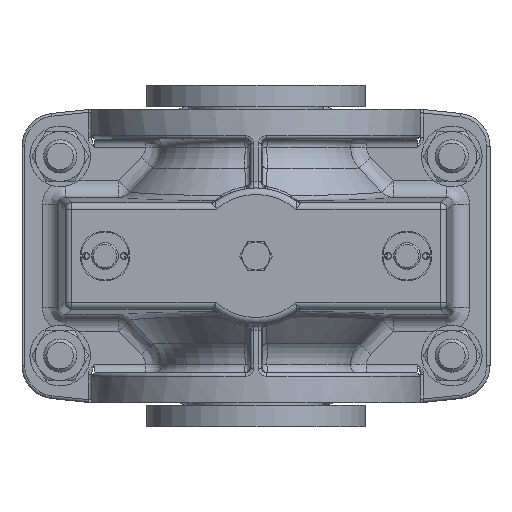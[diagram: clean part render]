
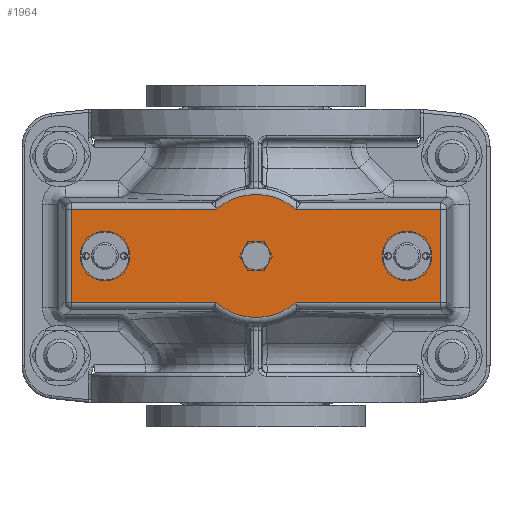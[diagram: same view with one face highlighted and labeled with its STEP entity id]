
A CAD part, front view. The second image highlights one B-rep face of the part: STEP entity #1964.
In plain terms, the highlighted planar face has unit normal (0, -1, 0).
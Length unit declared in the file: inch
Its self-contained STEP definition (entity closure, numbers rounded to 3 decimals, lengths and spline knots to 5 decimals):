
#1858=CARTESIAN_POINT('',(0.0,-4.6063,0.0));
#1859=DIRECTION('',(0.0,-1.0,0.0));
#1860=DIRECTION('',(0.0,0.0,-1.0));
#1861=AXIS2_PLACEMENT_3D('',#1858,#1859,#1860);
#1862=PLANE('',#1861);
#1863=CARTESIAN_POINT('',(0.94605,-4.6063,1.10767));
#1864=VERTEX_POINT('',#1863);
#1865=CARTESIAN_POINT('',(-0.94605,-4.6063,1.10767));
#1866=VERTEX_POINT('',#1865);
#1867=CARTESIAN_POINT('',(0.0,-4.6063,0.0));
#1868=DIRECTION('',(0.0,-1.0,0.0));
#1869=DIRECTION('',(0.649,0.0,0.76));
#1870=AXIS2_PLACEMENT_3D('',#1867,#1868,#1869);
#1871=CIRCLE('',#1870,1.45669);
#1872=EDGE_CURVE('',#1864,#1866,#1871,.T.);
#1873=ORIENTED_EDGE('',*,*,#1872,.T.);
#1874=CARTESIAN_POINT('',(-4.3729,-4.6063,1.10767));
#1875=VERTEX_POINT('',#1874);
#1876=CARTESIAN_POINT('',(-0.94605,-4.6063,1.10767));
#1877=DIRECTION('',(-1.0,0.0,0.0));
#1878=VECTOR('',#1877,3.42685);
#1879=LINE('',#1876,#1878);
#1880=EDGE_CURVE('',#1866,#1875,#1879,.T.);
#1881=ORIENTED_EDGE('',*,*,#1880,.T.);
#1882=CARTESIAN_POINT('',(-4.3729,-4.6063,-1.10767));
#1883=VERTEX_POINT('',#1882);
#1884=CARTESIAN_POINT('',(-4.3729,-4.6063,-1.10767));
#1885=DIRECTION('',(0.0,0.0,1.0));
#1886=VECTOR('',#1885,2.21535);
#1887=LINE('',#1884,#1886);
#1888=EDGE_CURVE('',#1883,#1875,#1887,.T.);
#1889=ORIENTED_EDGE('',*,*,#1888,.F.);
#1890=CARTESIAN_POINT('',(-0.94605,-4.6063,-1.10767));
#1891=VERTEX_POINT('',#1890);
#1892=CARTESIAN_POINT('',(-4.3729,-4.6063,-1.10767));
#1893=DIRECTION('',(1.0,0.0,0.0));
#1894=VECTOR('',#1893,3.42685);
#1895=LINE('',#1892,#1894);
#1896=EDGE_CURVE('',#1883,#1891,#1895,.T.);
#1897=ORIENTED_EDGE('',*,*,#1896,.T.);
#1898=CARTESIAN_POINT('',(0.94605,-4.6063,-1.10767));
#1899=VERTEX_POINT('',#1898);
#1900=CARTESIAN_POINT('',(0.0,-4.6063,0.0));
#1901=DIRECTION('',(0.0,-1.0,0.0));
#1902=DIRECTION('',(-0.649,0.0,-0.76));
#1903=AXIS2_PLACEMENT_3D('',#1900,#1901,#1902);
#1904=CIRCLE('',#1903,1.45669);
#1905=EDGE_CURVE('',#1891,#1899,#1904,.T.);
#1906=ORIENTED_EDGE('',*,*,#1905,.T.);
#1907=CARTESIAN_POINT('',(4.3729,-4.6063,-1.10767));
#1908=VERTEX_POINT('',#1907);
#1909=CARTESIAN_POINT('',(0.94605,-4.6063,-1.10767));
#1910=DIRECTION('',(1.0,0.0,0.0));
#1911=VECTOR('',#1910,3.42685);
#1912=LINE('',#1909,#1911);
#1913=EDGE_CURVE('',#1899,#1908,#1912,.T.);
#1914=ORIENTED_EDGE('',*,*,#1913,.T.);
#1915=CARTESIAN_POINT('',(4.3729,-4.6063,1.10767));
#1916=VERTEX_POINT('',#1915);
#1917=CARTESIAN_POINT('',(4.3729,-4.6063,1.10767));
#1918=DIRECTION('',(0.0,0.0,-1.0));
#1919=VECTOR('',#1918,2.21535);
#1920=LINE('',#1917,#1919);
#1921=EDGE_CURVE('',#1916,#1908,#1920,.T.);
#1922=ORIENTED_EDGE('',*,*,#1921,.F.);
#1923=CARTESIAN_POINT('',(4.3729,-4.6063,1.10767));
#1924=DIRECTION('',(-1.0,0.0,0.0));
#1925=VECTOR('',#1924,3.42685);
#1926=LINE('',#1923,#1925);
#1927=EDGE_CURVE('',#1916,#1864,#1926,.T.);
#1928=ORIENTED_EDGE('',*,*,#1927,.T.);
#1929=EDGE_LOOP('',(#1873,#1881,#1889,#1897,#1906,#1914,#1922,#1928));
#1930=FACE_OUTER_BOUND('',#1929,.T.);
#1931=CARTESIAN_POINT('',(-0.17717,-4.6063,0.0));
#1932=VERTEX_POINT('',#1931);
#1933=CARTESIAN_POINT('',(0.0,-4.6063,0.0));
#1934=DIRECTION('',(0.0,-1.0,0.0));
#1935=DIRECTION('',(1.0,0.0,0.0));
#1936=AXIS2_PLACEMENT_3D('',#1933,#1934,#1935);
#1937=CIRCLE('',#1936,0.17717);
#1938=EDGE_CURVE('',#1932,#1932,#1937,.T.);
#1939=ORIENTED_EDGE('',*,*,#1938,.F.);
#1940=EDGE_LOOP('',(#1939));
#1941=FACE_BOUND('',#1940,.T.);
#1942=CARTESIAN_POINT('',(-4.06496,-4.6063,0.0));
#1943=VERTEX_POINT('',#1942);
#1944=CARTESIAN_POINT('',(-3.58268,-4.6063,0.0));
#1945=DIRECTION('',(0.0,-1.0,0.0));
#1946=DIRECTION('',(1.0,0.0,0.0));
#1947=AXIS2_PLACEMENT_3D('',#1944,#1945,#1946);
#1948=CIRCLE('',#1947,0.48228);
#1949=EDGE_CURVE('',#1943,#1943,#1948,.T.);
#1950=ORIENTED_EDGE('',*,*,#1949,.F.);
#1951=EDGE_LOOP('',(#1950));
#1952=FACE_BOUND('',#1951,.T.);
#1953=CARTESIAN_POINT('',(4.06496,-4.6063,0.0));
#1954=VERTEX_POINT('',#1953);
#1955=CARTESIAN_POINT('',(3.58268,-4.6063,0.0));
#1956=DIRECTION('',(0.0,1.0,0.0));
#1957=DIRECTION('',(-1.0,0.0,0.0));
#1958=AXIS2_PLACEMENT_3D('',#1955,#1956,#1957);
#1959=CIRCLE('',#1958,0.48228);
#1960=EDGE_CURVE('',#1954,#1954,#1959,.T.);
#1961=ORIENTED_EDGE('',*,*,#1960,.T.);
#1962=EDGE_LOOP('',(#1961));
#1963=FACE_BOUND('',#1962,.T.);
#1964=ADVANCED_FACE('',(#1930,#1941,#1952,#1963),#1862,.T.);
